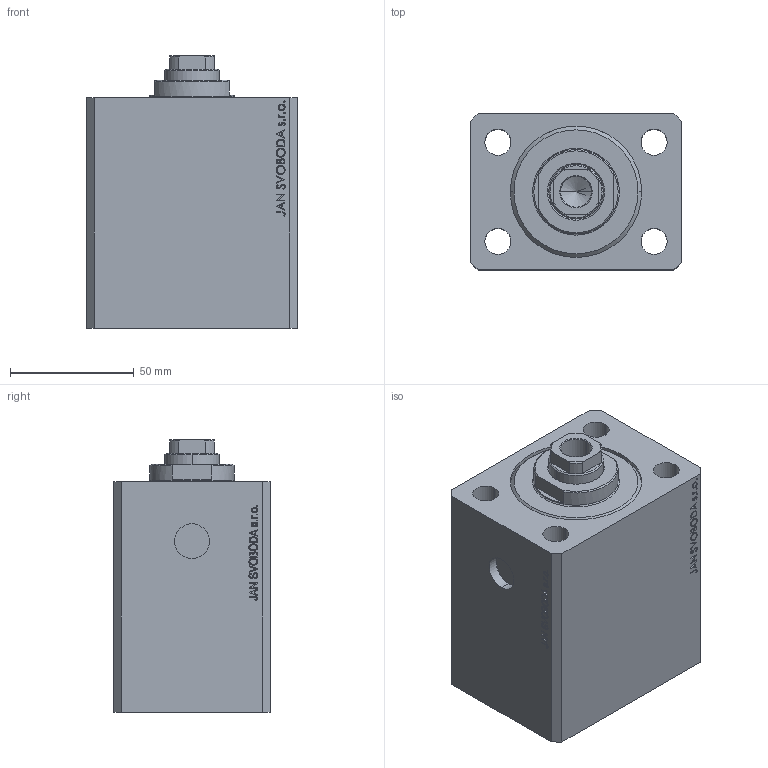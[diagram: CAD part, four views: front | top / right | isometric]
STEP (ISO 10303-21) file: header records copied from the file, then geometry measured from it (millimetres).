
FILE_DESCRIPTION (( 'STEP AP203' ), '1' );
FILE_NAME ('00a8.STEP', '2022-04-09T17:29:00', ( '' ), ( '' ), 'SwSTEP 2.0', 'SolidWorks 2019', '' );
FILE_SCHEMA (( 'CONFIG_CONTROL_DESIGN' ));
Length unit declared in the file: millimetre
Products named in the file (4): 00a8; V250CE_C_Body 85d7392e7f38ca1a87ae2c55fbe66d8c; V250CE_VC_C 85d7392e7f38ca1a87ae2c55fbe66d8c; V250CE_C_VCP 85d7392e7f38ca1a87ae2c55fbe66d8c
Assembly tree (3 placements, depth 2):
  00a8
    V250CE_C_Body 85d7392e7f38ca1a87ae2c55fbe66d8c
    V250CE_C_VCP 85d7392e7f38ca1a87ae2c55fbe66d8c
    V250CE_VC_C 85d7392e7f38ca1a87ae2c55fbe66d8c
Bounding box: 85 x 63 x 109.9 mm (x, y, z)
Volume: 449763 mm3; surface area: 86156.1 mm2
Topology: 3 solids, 3 shells, 866 faces, 2243 edges, 1487 vertices
Faces by surface type: plane 428, bspline 374, cylinder 44, cone 14, torus 6
Entity records: 44493 total; most frequent: CARTESIAN_POINT 25370, ORIENTED_EDGE 4482, DIRECTION 2587, EDGE_CURVE 2241, VERTEX_POINT 1487, LINE 1363, VECTOR 1363, EDGE_LOOP 986
